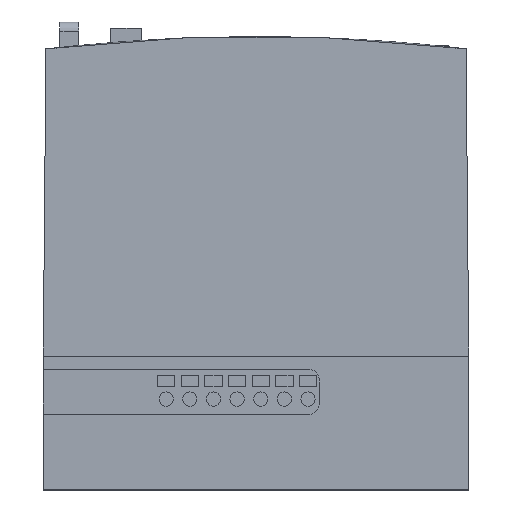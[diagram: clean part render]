
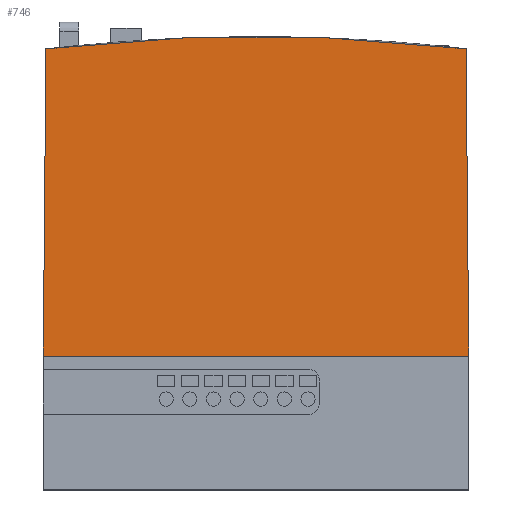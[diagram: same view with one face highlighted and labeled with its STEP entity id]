
A CAD part, top view. The second image highlights one B-rep face of the part: STEP entity #746.
In plain terms, the highlighted planar face has unit normal (0, 0.009, 1).
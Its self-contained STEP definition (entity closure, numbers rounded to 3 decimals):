
#726=AXIS2_PLACEMENT_3D('Plane Axis2P3D',#723,#724,#725) ;
#418=CARTESIAN_POINT('Vertex',(-44.433,225.777,47.933)) ;
#422=CARTESIAN_POINT('Control Point',(44.433,225.777,47.933)) ;
#423=CARTESIAN_POINT('Control Point',(22.32,228.397,47.91)) ;
#424=CARTESIAN_POINT('Control Point',(0.,229.278,47.902)) ;
#425=CARTESIAN_POINT('Control Point',(-22.32,228.397,47.91)) ;
#426=CARTESIAN_POINT('Control Point',(-44.433,225.777,47.933)) ;
#427=CARTESIAN_POINT('Vertex',(44.433,225.777,47.933)) ;
#708=CARTESIAN_POINT('Vertex',(-45.,160.8,48.5)) ;
#711=CARTESIAN_POINT('Line Origine',(-44.716,193.289,48.216)) ;
#723=CARTESIAN_POINT('Axis2P3D Location',(0.,160.8,48.5)) ;
#728=CARTESIAN_POINT('Line Origine',(0.,160.8,48.5)) ;
#732=CARTESIAN_POINT('Vertex',(45.,160.8,48.5)) ;
#735=CARTESIAN_POINT('Line Origine',(44.716,193.289,48.216)) ;
#712=DIRECTION('Vector Direction',(0.009,1.,-0.009)) ;
#724=DIRECTION('Axis2P3D Direction',(0.,0.009,1.)) ;
#725=DIRECTION('Axis2P3D XDirection',(0.,1.,-0.009)) ;
#729=DIRECTION('Vector Direction',(-1.,0.,0.)) ;
#736=DIRECTION('Vector Direction',(-0.009,1.,-0.009)) ;
#713=VECTOR('Line Direction',#712,1.) ;
#730=VECTOR('Line Direction',#729,1.) ;
#737=VECTOR('Line Direction',#736,1.) ;
#741=ORIENTED_EDGE('',*,*,#734,.F.) ;
#742=ORIENTED_EDGE('',*,*,#739,.T.) ;
#743=ORIENTED_EDGE('',*,*,#429,.T.) ;
#744=ORIENTED_EDGE('',*,*,#715,.F.) ;
#746=ADVANCED_FACE('Comando motore ad accumulo MOE',(#745),#727,.T.) ;
#421=B_SPLINE_CURVE_WITH_KNOTS('',4,(#422,#423,#424,#425,#426),.UNSPECIFIED.,.F.,.U.,(5,5),(0.,125.967),.UNSPECIFIED.) ;
#429=EDGE_CURVE('',#428,#419,#421,.T.) ;
#715=EDGE_CURVE('',#709,#419,#714,.T.) ;
#734=EDGE_CURVE('',#733,#709,#731,.T.) ;
#739=EDGE_CURVE('',#733,#428,#738,.T.) ;
#740=EDGE_LOOP('',(#741,#742,#743,#744)) ;
#745=FACE_OUTER_BOUND('',#740,.T.) ;
#714=LINE('Line',#711,#713) ;
#731=LINE('Line',#728,#730) ;
#738=LINE('Line',#735,#737) ;
#727=PLANE('',#726) ;
#419=VERTEX_POINT('',#418) ;
#428=VERTEX_POINT('',#427) ;
#709=VERTEX_POINT('',#708) ;
#733=VERTEX_POINT('',#732) ;
